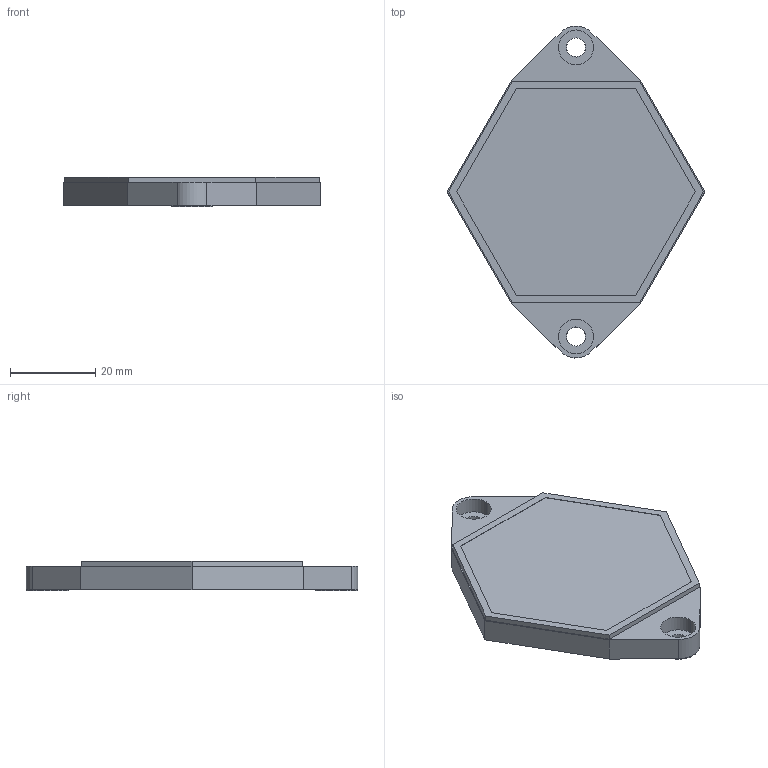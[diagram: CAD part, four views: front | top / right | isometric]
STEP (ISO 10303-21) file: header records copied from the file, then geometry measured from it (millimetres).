
FILE_DESCRIPTION((''),'2;1');
FILE_NAME('M551-20_CB_D04','2017-06-13T',('cmozuch'),(''),'PRO/ENGINEER BY PARAMETRIC TECHNOLOGY CORPORATION, 2015440','PRO/ENGINEER BY PARAMETRIC TECHNOLOGY CORPORATION, 2015440','');
FILE_SCHEMA(('CONFIG_CONTROL_DESIGN'));
Length unit declared in the file: millimetre
Products named in the file (1): M551-20_CB_D04
Bounding box: 60.5 x 77.96 x 7 mm (x, y, z)
Volume: 17364 mm3; surface area: 7429.9 mm2
Topology: 1 solids, 1 shells, 62 faces, 146 edges, 96 vertices
Faces by surface type: plane 36, cylinder 26
Entity records: 2634 total; most frequent: DIRECTION 330, CARTESIAN_POINT 304, ORIENTED_EDGE 292, EDGE_CURVE 146, FILL_AREA_STYLE_COLOUR 123, FILL_AREA_STYLE 123, SURFACE_STYLE_FILL_AREA 123, SURFACE_SIDE_STYLE 123
